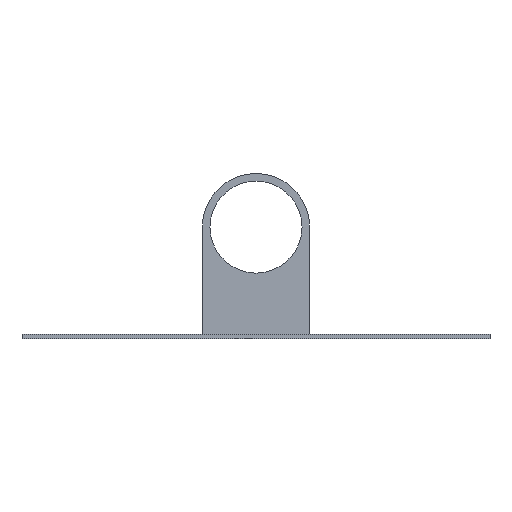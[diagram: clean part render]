
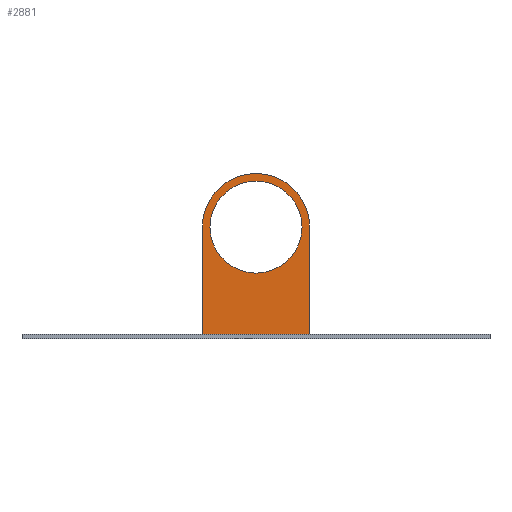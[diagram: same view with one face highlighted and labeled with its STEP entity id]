
A CAD part, front view. The second image highlights one B-rep face of the part: STEP entity #2881.
In plain terms, the highlighted planar face has unit normal (0, -1, 0).
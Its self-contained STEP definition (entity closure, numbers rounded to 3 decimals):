
#2044 = PLANE('',#2045);
#2045 = AXIS2_PLACEMENT_3D('',#2046,#2047,#2048);
#2046 = CARTESIAN_POINT('',(-153.099,-129.5,1.35));
#2047 = DIRECTION('',(0.,0.,1.));
#2048 = DIRECTION('',(1.,0.,0.));
#2256 = VERTEX_POINT('',#2257);
#2257 = CARTESIAN_POINT('',(-35.099,-22.692,1.35));
#2271 = PLANE('',#2272);
#2272 = AXIS2_PLACEMENT_3D('',#2273,#2274,#2275);
#2273 = CARTESIAN_POINT('',(-35.099,-5.,-33.749));
#2274 = DIRECTION('',(1.,0.,0.));
#2275 = DIRECTION('',(0.,-1.,0.));
#2312 = VERTEX_POINT('',#2313);
#2313 = CARTESIAN_POINT('',(35.099,-22.692,1.35));
#2327 = PLANE('',#2328);
#2328 = AXIS2_PLACEMENT_3D('',#2329,#2330,#2331);
#2329 = CARTESIAN_POINT('',(35.099,-5.,-33.749));
#2330 = DIRECTION('',(1.,0.,0.));
#2331 = DIRECTION('',(0.,-1.,0.));
#2339 = EDGE_CURVE('',#2256,#2312,#2340,.T.);
#2340 = SURFACE_CURVE('',#2341,(#2345,#2352),.PCURVE_S1.);
#2341 = LINE('',#2342,#2343);
#2342 = CARTESIAN_POINT('',(0.,-22.692,1.35));
#2343 = VECTOR('',#2344,1.);
#2344 = DIRECTION('',(1.,0.,0.));
#2345 = PCURVE('',#2044,#2346);
#2346 = DEFINITIONAL_REPRESENTATION('',(#2347),#2351);
#2347 = LINE('',#2348,#2349);
#2348 = CARTESIAN_POINT('',(153.099,106.808));
#2349 = VECTOR('',#2350,1.);
#2350 = DIRECTION('',(1.,0.));
#2351 = ( GEOMETRIC_REPRESENTATION_CONTEXT(2) 
PARAMETRIC_REPRESENTATION_CONTEXT() REPRESENTATION_CONTEXT('2D SPACE',''
  ) );
#2352 = PCURVE('',#2353,#2358);
#2353 = PLANE('',#2354);
#2354 = AXIS2_PLACEMENT_3D('',#2355,#2356,#2357);
#2355 = CARTESIAN_POINT('',(-35.099,-22.692,
    -33.749));
#2356 = DIRECTION('',(0.,-1.,0.));
#2357 = DIRECTION('',(1.,0.,0.));
#2358 = DEFINITIONAL_REPRESENTATION('',(#2359),#2363);
#2359 = LINE('',#2360,#2361);
#2360 = CARTESIAN_POINT('',(35.099,35.099));
#2361 = VECTOR('',#2362,1.);
#2362 = DIRECTION('',(1.,0.));
#2363 = ( GEOMETRIC_REPRESENTATION_CONTEXT(2) 
PARAMETRIC_REPRESENTATION_CONTEXT() REPRESENTATION_CONTEXT('2D SPACE',''
  ) );
#2809 = EDGE_CURVE('',#2256,#2810,#2812,.T.);
#2810 = VERTEX_POINT('',#2811);
#2811 = CARTESIAN_POINT('',(-35.099,-22.692,
    71.558));
#2812 = SURFACE_CURVE('',#2813,(#2817,#2824),.PCURVE_S1.);
#2813 = LINE('',#2814,#2815);
#2814 = CARTESIAN_POINT('',(-35.099,-22.692,
    -33.749));
#2815 = VECTOR('',#2816,1.);
#2816 = DIRECTION('',(0.,0.,1.));
#2817 = PCURVE('',#2271,#2818);
#2818 = DEFINITIONAL_REPRESENTATION('',(#2819),#2823);
#2819 = LINE('',#2820,#2821);
#2820 = CARTESIAN_POINT('',(17.692,0.));
#2821 = VECTOR('',#2822,1.);
#2822 = DIRECTION('',(0.,-1.));
#2823 = ( GEOMETRIC_REPRESENTATION_CONTEXT(2) 
PARAMETRIC_REPRESENTATION_CONTEXT() REPRESENTATION_CONTEXT('2D SPACE',''
  ) );
#2824 = PCURVE('',#2353,#2825);
#2825 = DEFINITIONAL_REPRESENTATION('',(#2826),#2830);
#2826 = LINE('',#2827,#2828);
#2827 = CARTESIAN_POINT('',(0.,0.));
#2828 = VECTOR('',#2829,1.);
#2829 = DIRECTION('',(0.,1.));
#2830 = ( GEOMETRIC_REPRESENTATION_CONTEXT(2) 
PARAMETRIC_REPRESENTATION_CONTEXT() REPRESENTATION_CONTEXT('2D SPACE',''
  ) );
#2870 = CYLINDRICAL_SURFACE('',#2871,35.089);
#2871 = AXIS2_PLACEMENT_3D('',#2872,#2873,#2874);
#2872 = CARTESIAN_POINT('',(-0.01,-5.,71.558));
#2873 = DIRECTION('',(0.,-1.,0.));
#2874 = DIRECTION('',(-1.,-0.,0.));
#2881 = ADVANCED_FACE('',(#2882,#2992),#2353,.T.);
#2882 = FACE_BOUND('',#2883,.T.);
#2883 = EDGE_LOOP('',(#2884,#2885,#2886,#2909,#2938,#2966));
#2884 = ORIENTED_EDGE('',*,*,#2809,.F.);
#2885 = ORIENTED_EDGE('',*,*,#2339,.T.);
#2886 = ORIENTED_EDGE('',*,*,#2887,.T.);
#2887 = EDGE_CURVE('',#2312,#2888,#2890,.T.);
#2888 = VERTEX_POINT('',#2889);
#2889 = CARTESIAN_POINT('',(35.099,-22.692,
    71.558));
#2890 = SURFACE_CURVE('',#2891,(#2895,#2902),.PCURVE_S1.);
#2891 = LINE('',#2892,#2893);
#2892 = CARTESIAN_POINT('',(35.099,-22.692,
    -33.749));
#2893 = VECTOR('',#2894,1.);
#2894 = DIRECTION('',(0.,0.,1.));
#2895 = PCURVE('',#2353,#2896);
#2896 = DEFINITIONAL_REPRESENTATION('',(#2897),#2901);
#2897 = LINE('',#2898,#2899);
#2898 = CARTESIAN_POINT('',(70.198,0.));
#2899 = VECTOR('',#2900,1.);
#2900 = DIRECTION('',(0.,1.));
#2901 = ( GEOMETRIC_REPRESENTATION_CONTEXT(2) 
PARAMETRIC_REPRESENTATION_CONTEXT() REPRESENTATION_CONTEXT('2D SPACE',''
  ) );
#2902 = PCURVE('',#2327,#2903);
#2903 = DEFINITIONAL_REPRESENTATION('',(#2904),#2908);
#2904 = LINE('',#2905,#2906);
#2905 = CARTESIAN_POINT('',(17.692,0.));
#2906 = VECTOR('',#2907,1.);
#2907 = DIRECTION('',(0.,-1.));
#2908 = ( GEOMETRIC_REPRESENTATION_CONTEXT(2) 
PARAMETRIC_REPRESENTATION_CONTEXT() REPRESENTATION_CONTEXT('2D SPACE',''
  ) );
#2909 = ORIENTED_EDGE('',*,*,#2910,.T.);
#2910 = EDGE_CURVE('',#2888,#2911,#2913,.T.);
#2911 = VERTEX_POINT('',#2912);
#2912 = CARTESIAN_POINT('',(0.01,-22.692,
    106.646));
#2913 = SURFACE_CURVE('',#2914,(#2919,#2926),.PCURVE_S1.);
#2914 = CIRCLE('',#2915,35.089);
#2915 = AXIS2_PLACEMENT_3D('',#2916,#2917,#2918);
#2916 = CARTESIAN_POINT('',(0.01,-22.692,
    71.558));
#2917 = DIRECTION('',(0.,-1.,0.));
#2918 = DIRECTION('',(0.,-0.,-1.));
#2919 = PCURVE('',#2353,#2920);
#2920 = DEFINITIONAL_REPRESENTATION('',(#2921),#2925);
#2921 = CIRCLE('',#2922,35.089);
#2922 = AXIS2_PLACEMENT_2D('',#2923,#2924);
#2923 = CARTESIAN_POINT('',(35.109,105.306));
#2924 = DIRECTION('',(0.,-1.));
#2925 = ( GEOMETRIC_REPRESENTATION_CONTEXT(2) 
PARAMETRIC_REPRESENTATION_CONTEXT() REPRESENTATION_CONTEXT('2D SPACE',''
  ) );
#2926 = PCURVE('',#2927,#2932);
#2927 = CYLINDRICAL_SURFACE('',#2928,35.089);
#2928 = AXIS2_PLACEMENT_3D('',#2929,#2930,#2931);
#2929 = CARTESIAN_POINT('',(0.01,-5.,71.558));
#2930 = DIRECTION('',(0.,-1.,0.));
#2931 = DIRECTION('',(1.,0.,0.));
#2932 = DEFINITIONAL_REPRESENTATION('',(#2933),#2937);
#2933 = LINE('',#2934,#2935);
#2934 = CARTESIAN_POINT('',(-1.571,17.692));
#2935 = VECTOR('',#2936,1.);
#2936 = DIRECTION('',(1.,0.));
#2937 = ( GEOMETRIC_REPRESENTATION_CONTEXT(2) 
PARAMETRIC_REPRESENTATION_CONTEXT() REPRESENTATION_CONTEXT('2D SPACE',''
  ) );
#2938 = ORIENTED_EDGE('',*,*,#2939,.F.);
#2939 = EDGE_CURVE('',#2940,#2911,#2942,.T.);
#2940 = VERTEX_POINT('',#2941);
#2941 = CARTESIAN_POINT('',(-0.01,-22.692,
    106.646));
#2942 = SURFACE_CURVE('',#2943,(#2947,#2954),.PCURVE_S1.);
#2943 = LINE('',#2944,#2945);
#2944 = CARTESIAN_POINT('',(-35.099,-22.692,
    106.646));
#2945 = VECTOR('',#2946,1.);
#2946 = DIRECTION('',(1.,0.,0.));
#2947 = PCURVE('',#2353,#2948);
#2948 = DEFINITIONAL_REPRESENTATION('',(#2949),#2953);
#2949 = LINE('',#2950,#2951);
#2950 = CARTESIAN_POINT('',(0.,140.395));
#2951 = VECTOR('',#2952,1.);
#2952 = DIRECTION('',(1.,0.));
#2953 = ( GEOMETRIC_REPRESENTATION_CONTEXT(2) 
PARAMETRIC_REPRESENTATION_CONTEXT() REPRESENTATION_CONTEXT('2D SPACE',''
  ) );
#2954 = PCURVE('',#2955,#2960);
#2955 = PLANE('',#2956);
#2956 = AXIS2_PLACEMENT_3D('',#2957,#2958,#2959);
#2957 = CARTESIAN_POINT('',(-35.099,-5.,106.646));
#2958 = DIRECTION('',(0.,0.,1.));
#2959 = DIRECTION('',(0.,-1.,0.));
#2960 = DEFINITIONAL_REPRESENTATION('',(#2961),#2965);
#2961 = LINE('',#2962,#2963);
#2962 = CARTESIAN_POINT('',(17.692,0.));
#2963 = VECTOR('',#2964,1.);
#2964 = DIRECTION('',(0.,1.));
#2965 = ( GEOMETRIC_REPRESENTATION_CONTEXT(2) 
PARAMETRIC_REPRESENTATION_CONTEXT() REPRESENTATION_CONTEXT('2D SPACE',''
  ) );
#2966 = ORIENTED_EDGE('',*,*,#2967,.F.);
#2967 = EDGE_CURVE('',#2810,#2940,#2968,.T.);
#2968 = SURFACE_CURVE('',#2969,(#2974,#2985),.PCURVE_S1.);
#2969 = CIRCLE('',#2970,35.089);
#2970 = AXIS2_PLACEMENT_3D('',#2971,#2972,#2973);
#2971 = CARTESIAN_POINT('',(-0.01,-22.692,
    71.558));
#2972 = DIRECTION('',(-0.,1.,0.));
#2973 = DIRECTION('',(0.,0.,-1.));
#2974 = PCURVE('',#2353,#2975);
#2975 = DEFINITIONAL_REPRESENTATION('',(#2976),#2984);
#2976 = ( BOUNDED_CURVE() B_SPLINE_CURVE(2,(#2977,#2978,#2979,#2980,
#2981,#2982,#2983),.UNSPECIFIED.,.T.,.F.) B_SPLINE_CURVE_WITH_KNOTS((1,2
    ,2,2,2,1),(-2.094,0.,2.094,4.189,
6.283,8.378),.UNSPECIFIED.) CURVE() 
GEOMETRIC_REPRESENTATION_ITEM() RATIONAL_B_SPLINE_CURVE((1.,0.5,1.,0.5,
1.,0.5,1.)) REPRESENTATION_ITEM('') );
#2977 = CARTESIAN_POINT('',(35.089,70.218));
#2978 = CARTESIAN_POINT('',(-25.687,70.218));
#2979 = CARTESIAN_POINT('',(4.701,122.851));
#2980 = CARTESIAN_POINT('',(35.089,175.484));
#2981 = CARTESIAN_POINT('',(65.477,122.851));
#2982 = CARTESIAN_POINT('',(95.864,70.218));
#2983 = CARTESIAN_POINT('',(35.089,70.218));
#2984 = ( GEOMETRIC_REPRESENTATION_CONTEXT(2) 
PARAMETRIC_REPRESENTATION_CONTEXT() REPRESENTATION_CONTEXT('2D SPACE',''
  ) );
#2985 = PCURVE('',#2870,#2986);
#2986 = DEFINITIONAL_REPRESENTATION('',(#2987),#2991);
#2987 = LINE('',#2988,#2989);
#2988 = CARTESIAN_POINT('',(1.571,17.692));
#2989 = VECTOR('',#2990,1.);
#2990 = DIRECTION('',(-1.,0.));
#2991 = ( GEOMETRIC_REPRESENTATION_CONTEXT(2) 
PARAMETRIC_REPRESENTATION_CONTEXT() REPRESENTATION_CONTEXT('2D SPACE',''
  ) );
#2992 = FACE_BOUND('',#2993,.T.);
#2993 = EDGE_LOOP('',(#2994));
#2994 = ORIENTED_EDGE('',*,*,#2995,.T.);
#2995 = EDGE_CURVE('',#2996,#2996,#2998,.T.);
#2996 = VERTEX_POINT('',#2997);
#2997 = CARTESIAN_POINT('',(30.099,-22.692,
    71.548));
#2998 = SURFACE_CURVE('',#2999,(#3004,#3015),.PCURVE_S1.);
#2999 = CIRCLE('',#3000,30.099);
#3000 = AXIS2_PLACEMENT_3D('',#3001,#3002,#3003);
#3001 = CARTESIAN_POINT('',(0.,-22.692,71.548));
#3002 = DIRECTION('',(-0.,1.,0.));
#3003 = DIRECTION('',(1.,0.,0.));
#3004 = PCURVE('',#2353,#3005);
#3005 = DEFINITIONAL_REPRESENTATION('',(#3006),#3014);
#3006 = ( BOUNDED_CURVE() B_SPLINE_CURVE(2,(#3007,#3008,#3009,#3010,
#3011,#3012,#3013),.UNSPECIFIED.,.T.,.F.) B_SPLINE_CURVE_WITH_KNOTS((1,2
    ,2,2,2,1),(-2.094,0.,2.094,4.189,
6.283,8.378),.UNSPECIFIED.) CURVE() 
GEOMETRIC_REPRESENTATION_ITEM() RATIONAL_B_SPLINE_CURVE((1.,0.5,1.,0.5,
1.,0.5,1.)) REPRESENTATION_ITEM('') );
#3007 = CARTESIAN_POINT('',(65.198,105.296));
#3008 = CARTESIAN_POINT('',(65.198,53.164));
#3009 = CARTESIAN_POINT('',(20.049,79.23));
#3010 = CARTESIAN_POINT('',(-25.099,105.296));
#3011 = CARTESIAN_POINT('',(20.049,131.363));
#3012 = CARTESIAN_POINT('',(65.198,157.429));
#3013 = CARTESIAN_POINT('',(65.198,105.296));
#3014 = ( GEOMETRIC_REPRESENTATION_CONTEXT(2) 
PARAMETRIC_REPRESENTATION_CONTEXT() REPRESENTATION_CONTEXT('2D SPACE',''
  ) );
#3015 = PCURVE('',#3016,#3021);
#3016 = CYLINDRICAL_SURFACE('',#3017,30.099);
#3017 = AXIS2_PLACEMENT_3D('',#3018,#3019,#3020);
#3018 = CARTESIAN_POINT('',(0.,91.451,71.548));
#3019 = DIRECTION('',(0.,1.,0.));
#3020 = DIRECTION('',(1.,0.,0.));
#3021 = DEFINITIONAL_REPRESENTATION('',(#3022),#3026);
#3022 = LINE('',#3023,#3024);
#3023 = CARTESIAN_POINT('',(-6.283,-114.142));
#3024 = VECTOR('',#3025,1.);
#3025 = DIRECTION('',(1.,-0.));
#3026 = ( GEOMETRIC_REPRESENTATION_CONTEXT(2) 
PARAMETRIC_REPRESENTATION_CONTEXT() REPRESENTATION_CONTEXT('2D SPACE',''
  ) );
